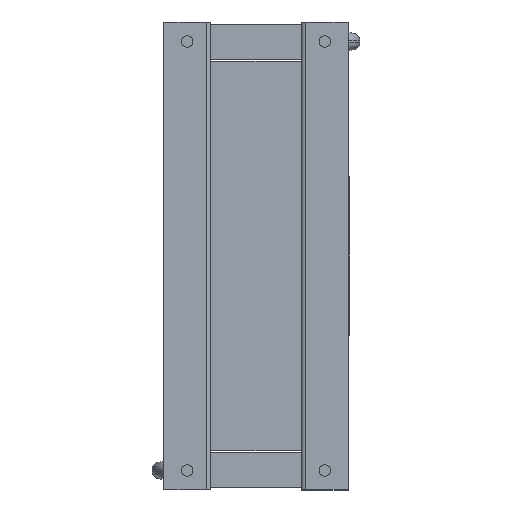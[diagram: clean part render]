
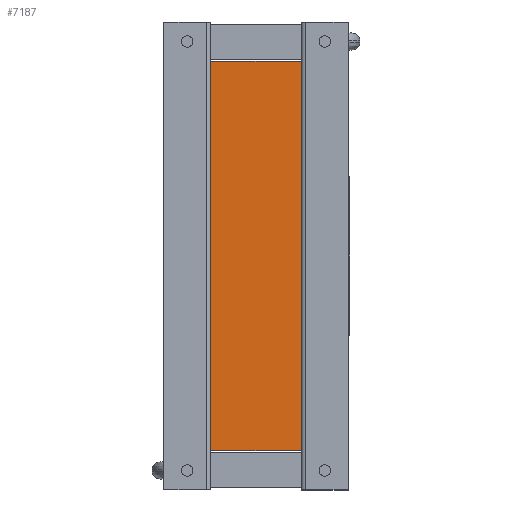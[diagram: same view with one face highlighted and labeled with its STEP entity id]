
A CAD part, front view. The second image highlights one B-rep face of the part: STEP entity #7187.
In plain terms, the highlighted planar face has unit normal (0, -1, 0).
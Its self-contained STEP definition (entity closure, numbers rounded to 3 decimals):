
#697=FACE_OUTER_BOUND('',#1112,.T.);
#1112=EDGE_LOOP('',(#4855,#4856,#4857,#4858));
#1588=LINE('',#10693,#2370);
#1589=LINE('',#10696,#2371);
#1590=LINE('',#10698,#2372);
#1591=LINE('',#10699,#2373);
#2370=VECTOR('',#8580,10.);
#2371=VECTOR('',#8583,10.);
#2372=VECTOR('',#8584,10.);
#2373=VECTOR('',#8585,10.);
#3145=VERTEX_POINT('',#10686);
#3148=VERTEX_POINT('',#10691);
#3149=VERTEX_POINT('',#10695);
#3150=VERTEX_POINT('',#10697);
#3810=EDGE_CURVE('',#3145,#3148,#1588,.T.);
#3811=EDGE_CURVE('',#3149,#3145,#1589,.T.);
#3812=EDGE_CURVE('',#3150,#3148,#1590,.T.);
#3813=EDGE_CURVE('',#3149,#3150,#1591,.T.);
#4855=ORIENTED_EDGE('',*,*,#3811,.T.);
#4856=ORIENTED_EDGE('',*,*,#3810,.T.);
#4857=ORIENTED_EDGE('',*,*,#3812,.F.);
#4858=ORIENTED_EDGE('',*,*,#3813,.F.);
#6876=PLANE('',#7863);
#7187=ADVANCED_FACE('',(#697),#6876,.T.);
#7863=AXIS2_PLACEMENT_3D('',#10694,#8581,#8582);
#8580=DIRECTION('',(1.,0.,0.));
#8581=DIRECTION('center_axis',(0.,-1.,0.));
#8582=DIRECTION('ref_axis',(0.,0.,-1.));
#8583=DIRECTION('',(0.,0.,-1.));
#8584=DIRECTION('',(0.,0.,-1.));
#8585=DIRECTION('',(1.,0.,0.));
#10686=CARTESIAN_POINT('',(0.,0.,0.));
#10691=CARTESIAN_POINT('',(70.,0.,0.));
#10693=CARTESIAN_POINT('',(0.,0.,0.));
#10694=CARTESIAN_POINT('Origin',(0.,0.,300.));
#10695=CARTESIAN_POINT('',(0.,0.,300.));
#10696=CARTESIAN_POINT('',(0.,0.,300.));
#10697=CARTESIAN_POINT('',(70.,0.,300.));
#10698=CARTESIAN_POINT('',(70.,0.,300.));
#10699=CARTESIAN_POINT('',(0.,0.,300.));
